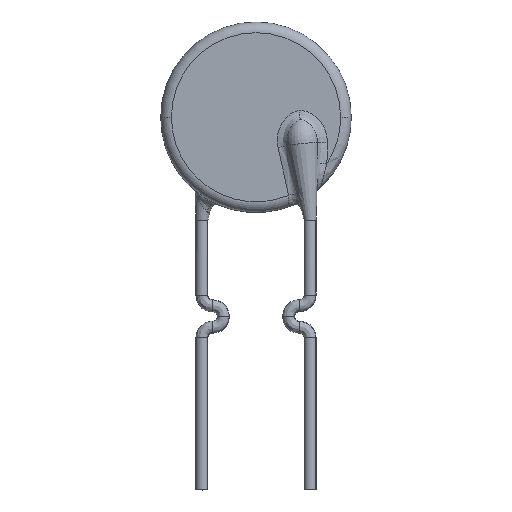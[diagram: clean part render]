
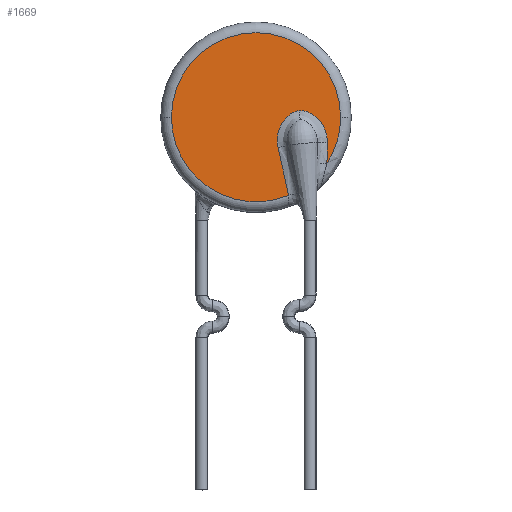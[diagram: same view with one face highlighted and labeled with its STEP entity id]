
A CAD part, top view. The second image highlights one B-rep face of the part: STEP entity #1669.
In plain terms, the highlighted planar face has unit normal (0, 0, 1).
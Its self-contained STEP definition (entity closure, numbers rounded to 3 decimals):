
#16 = CARTESIAN_POINT ( 'NONE',  ( 1.058, -1.541, 1.5 ) ) ;
#67 = CARTESIAN_POINT ( 'NONE',  ( 1.031, -1.419, 1.5 ) ) ;
#171 = DIRECTION ( 'NONE',  ( 1., 0., 0. ) ) ;
#180 = VERTEX_POINT ( 'NONE', #2109 ) ;
#262 = CIRCLE ( 'NONE', #1923, 3.95 ) ;
#298 = CARTESIAN_POINT ( 'NONE',  ( 1.085, -1.664, 1.5 ) ) ;
#301 = VERTEX_POINT ( 'NONE', #550 ) ;
#327 = ORIENTED_EDGE ( 'NONE', *, *, #2763, .T. ) ;
#348 = CARTESIAN_POINT ( 'NONE',  ( 1.031, -0.685, 1.5 ) ) ;
#354 = CARTESIAN_POINT ( 'NONE',  ( 0., 0., 1.5 ) ) ;
#368 = EDGE_CURVE ( 'NONE', #2442, #301, #1960, .T. ) ;
#412 = CARTESIAN_POINT ( 'NONE',  ( 0., 0., 1.5 ) ) ;
#431 = DIRECTION ( 'NONE',  ( 0., 0., 1. ) ) ;
#452 = CARTESIAN_POINT ( 'NONE',  ( 2.39, 0.276, 1.5 ) ) ;
#509 = CARTESIAN_POINT ( 'NONE',  ( 1.385, -3.025, 1.5 ) ) ;
#528 = CARTESIAN_POINT ( 'NONE',  ( 3.312, -2.152, 1.5 ) ) ;
#530 = EDGE_CURVE ( 'NONE', #180, #2550, #709, .T. ) ;
#533 = ORIENTED_EDGE ( 'NONE', *, *, #700, .T. ) ;
#534 = CARTESIAN_POINT ( 'NONE',  ( 1.112, -1.786, 1.5 ) ) ;
#550 = CARTESIAN_POINT ( 'NONE',  ( -3.95, 0., 1.5 ) ) ;
#586 = CARTESIAN_POINT ( 'NONE',  ( 1.261, -0.18, 1.5 ) ) ;
#596 = DIRECTION ( 'NONE',  ( 1., 0., 0. ) ) ;
#620 = CARTESIAN_POINT ( 'NONE',  ( 1.249, -2.406, 1.5 ) ) ;
#688 = ORIENTED_EDGE ( 'NONE', *, *, #2709, .T. ) ;
#700 = EDGE_CURVE ( 'NONE', #2827, #180, #902, .T. ) ;
#702 = CARTESIAN_POINT ( 'NONE',  ( 2.859, -0.02, 1.5 ) ) ;
#709 = B_SPLINE_CURVE_WITH_KNOTS ( 'NONE', 3,
 ( #3070, #2551, #1822, #348, #2067, #586, #2328, #839, #2573, #1074 ),
 .UNSPECIFIED., .F., .F.,
 ( 4, 2, 2, 2, 4 ),
 ( 0., 0.001, 0.001, 0.002, 0.002 ),
 .UNSPECIFIED. ) ;
#738 = CARTESIAN_POINT ( 'NONE',  ( 3.312, -2.152, 1.5 ) ) ;
#772 = ORIENTED_EDGE ( 'NONE', *, *, #368, .T. ) ;
#819 = CARTESIAN_POINT ( 'NONE',  ( 0., 0., 1.5 ) ) ;
#839 = CARTESIAN_POINT ( 'NONE',  ( 1.662, 0.203, 1.5 ) ) ;
#902 = B_SPLINE_CURVE_WITH_KNOTS ( 'NONE', 3,
 ( #1029, #509, #620, #534, #298, #16, #67 ),
 .UNSPECIFIED., .F., .F.,
 ( 4, 3, 4 ),
 ( 0., 0.002, 0.002 ),
 .UNSPECIFIED. ) ;
#910 = ORIENTED_EDGE ( 'NONE', *, *, #530, .T. ) ;
#954 = CARTESIAN_POINT ( 'NONE',  ( 3.336, -0.818, 1.5 ) ) ;
#1029 = CARTESIAN_POINT ( 'NONE',  ( 1.522, -3.645, 1.5 ) ) ;
#1058 = FACE_OUTER_BOUND ( 'NONE', #3143, .T. ) ;
#1063 = DIRECTION ( 'NONE',  ( 1., 0., 0. ) ) ;
#1074 = CARTESIAN_POINT ( 'NONE',  ( 2.019, 0.309, 1.5 ) ) ;
#1188 = CARTESIAN_POINT ( 'NONE',  ( 2.205, 0.328, 1.5 ) ) ;
#1191 = ORIENTED_EDGE ( 'NONE', *, *, #1692, .T. ) ;
#1384 = VERTEX_POINT ( 'NONE', #1963 ) ;
#1434 = CARTESIAN_POINT ( 'NONE',  ( 2.019, 0.309, 1.5 ) ) ;
#1605 = B_SPLINE_CURVE_WITH_KNOTS ( 'NONE', 3,
 ( #2257, #3013, #1997, #528 ),
 .UNSPECIFIED., .F., .F.,
 ( 4, 4 ),
 ( 0., 0.001 ),
 .UNSPECIFIED. ) ;
#1669 = ADVANCED_FACE ( 'NONE', ( #1058 ), #1910, .T. ) ;
#1692 = EDGE_CURVE ( 'NONE', #2550, #1384, #2674, .T. ) ;
#1795 = CARTESIAN_POINT ( 'NONE',  ( 3.95, 0., 1.5 ) ) ;
#1822 = CARTESIAN_POINT ( 'NONE',  ( 0.983, -1.054, 1.5 ) ) ;
#1887 = VERTEX_POINT ( 'NONE', #738 ) ;
#1910 = PLANE ( 'NONE',  #2503 ) ;
#1923 = AXIS2_PLACEMENT_3D ( 'NONE', #354, #2076, #596 ) ;
#1960 = CIRCLE ( 'NONE', #3199, 3.95 ) ;
#1963 = CARTESIAN_POINT ( 'NONE',  ( 3.329, -1.19, 1.5 ) ) ;
#1997 = CARTESIAN_POINT ( 'NONE',  ( 3.318, -1.832, 1.5 ) ) ;
#2067 = CARTESIAN_POINT ( 'NONE',  ( 1.087, -0.509, 1.5 ) ) ;
#2076 = DIRECTION ( 'NONE',  ( 0., 0., 1. ) ) ;
#2109 = CARTESIAN_POINT ( 'NONE',  ( 1.031, -1.419, 1.5 ) ) ;
#2143 = DIRECTION ( 'NONE',  ( 0., 0., 1. ) ) ;
#2170 = DIRECTION ( 'NONE',  ( 1., 0., 0. ) ) ;
#2189 = CARTESIAN_POINT ( 'NONE',  ( 2.716, 0.101, 1.5 ) ) ;
#2257 = CARTESIAN_POINT ( 'NONE',  ( 3.329, -1.19, 1.5 ) ) ;
#2328 = CARTESIAN_POINT ( 'NONE',  ( 1.375, -0.034, 1.5 ) ) ;
#2339 = ORIENTED_EDGE ( 'NONE', *, *, #2479, .T. ) ;
#2410 = CARTESIAN_POINT ( 'NONE',  ( 0., 0., 1.5 ) ) ;
#2441 = CARTESIAN_POINT ( 'NONE',  ( 3.212, -0.451, 1.5 ) ) ;
#2442 = VERTEX_POINT ( 'NONE', #1795 ) ;
#2479 = EDGE_CURVE ( 'NONE', #1887, #2442, #2496, .T. ) ;
#2496 = CIRCLE ( 'NONE', #3230, 3.95 ) ;
#2503 = AXIS2_PLACEMENT_3D ( 'NONE', #2410, #431, #2170 ) ;
#2550 = VERTEX_POINT ( 'NONE', #3077 ) ;
#2551 = CARTESIAN_POINT ( 'NONE',  ( 0.991, -1.237, 1.5 ) ) ;
#2556 = DIRECTION ( 'NONE',  ( 0., 0., 1. ) ) ;
#2573 = CARTESIAN_POINT ( 'NONE',  ( 1.832, 0.29, 1.5 ) ) ;
#2594 = CARTESIAN_POINT ( 'NONE',  ( 1.522, -3.645, 1.5 ) ) ;
#2674 = B_SPLINE_CURVE_WITH_KNOTS ( 'NONE', 3,
 ( #1434, #1188, #452, #2189, #702, #2441, #954, #2693 ),
 .UNSPECIFIED., .F., .F.,
 ( 4, 2, 2, 4 ),
 ( 0., 0.001, 0.001, 0.002 ),
 .UNSPECIFIED. ) ;
#2693 = CARTESIAN_POINT ( 'NONE',  ( 3.329, -1.19, 1.5 ) ) ;
#2709 = EDGE_CURVE ( 'NONE', #1384, #1887, #1605, .T. ) ;
#2763 = EDGE_CURVE ( 'NONE', #301, #2827, #262, .T. ) ;
#2827 = VERTEX_POINT ( 'NONE', #2594 ) ;
#3013 = CARTESIAN_POINT ( 'NONE',  ( 3.324, -1.511, 1.5 ) ) ;
#3070 = CARTESIAN_POINT ( 'NONE',  ( 1.031, -1.419, 1.5 ) ) ;
#3077 = CARTESIAN_POINT ( 'NONE',  ( 2.019, 0.309, 1.5 ) ) ;
#3143 = EDGE_LOOP ( 'NONE', ( #910, #1191, #688, #2339, #772, #327, #533 ) ) ;
#3199 = AXIS2_PLACEMENT_3D ( 'NONE', #412, #2143, #171 ) ;
#3230 = AXIS2_PLACEMENT_3D ( 'NONE', #819, #2556, #1063 ) ;
